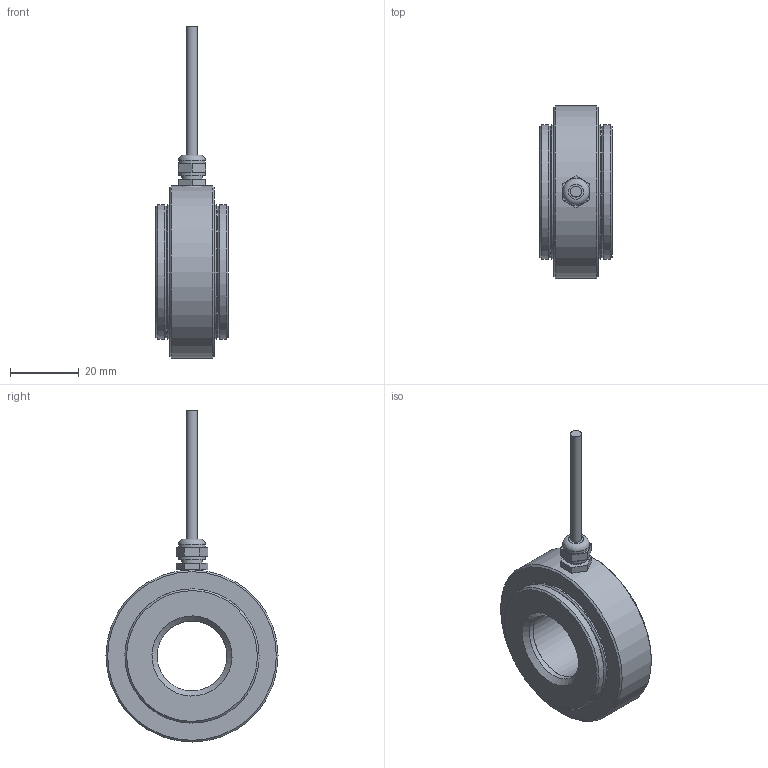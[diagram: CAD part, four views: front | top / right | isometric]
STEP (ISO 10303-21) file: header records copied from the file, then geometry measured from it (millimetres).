
FILE_DESCRIPTION( ( 'Unknown' ), '1' );
FILE_NAME( 'K181-160kN.stp', 'Unknown', ( 'Unknown' ), ( 'Unknown' ), 'PSStep 17.0.49', 'Unknown', ' ' );
FILE_SCHEMA( ( 'AUTOMOTIVE_DESIGN { 1 0 10303 214 1 1 1 1 }' ) );
Length unit declared in the file: millimetre
Products named in the file (5): Assem1; kv m6x1_doc-00040935; 2774-011_DOC-00076385; kabel 3,2 50mm lang_doc-00022539; 2774-022_DOC-00076511
Assembly tree (5 placements, depth 2):
  Assem1
    kv m6x1_doc-00040935
    2774-011_DOC-00076385
    kabel 3,2 50mm lang_doc-00022539
    2774-022_DOC-00076511  x2
Bounding box: 21 x 50 x 96.5 mm (x, y, z)
Volume: 28842.2 mm3; surface area: 11786.4 mm2
Topology: 5 solids, 5 shells, 56 faces, 112 edges, 73 vertices
Faces by surface type: plane 29, cylinder 14, cone 11, torus 2
Full cylindrical faces by diameter (mm): 3.2 x2, 6 x2, 7.8 x2, 20.3 x3, 39 x4, 50 x1
Entity records: 1612 total; most frequent: DIRECTION 214, CARTESIAN_POINT 184, ORIENTED_EDGE 140, AXIS2_PLACEMENT_3D 89, EDGE_LOOP 84, EDGE_CURVE 70, FACE_OUTER_BOUND 63, VERTEX_POINT 59
